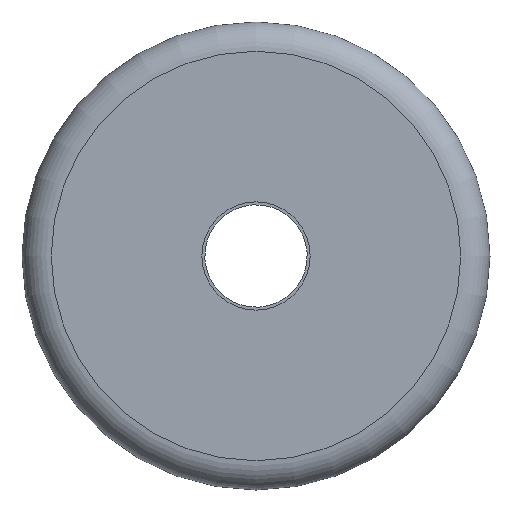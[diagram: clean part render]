
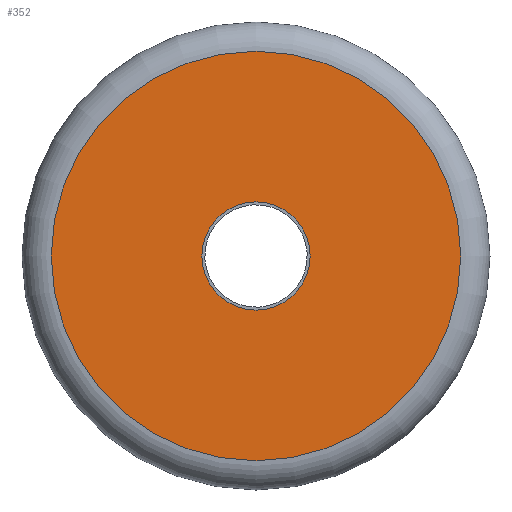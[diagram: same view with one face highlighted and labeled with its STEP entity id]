
A CAD part, front view. The second image highlights one B-rep face of the part: STEP entity #352.
In plain terms, the highlighted planar face has unit normal (0, -1, 0).
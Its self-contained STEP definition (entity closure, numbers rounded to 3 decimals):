
#43=FACE_BOUND('',#103,.T.);
#49=PLANE('',#479);
#83=FACE_OUTER_BOUND('',#102,.T.);
#102=EDGE_LOOP('',(#286,#287));
#103=EDGE_LOOP('',(#288,#289));
#119=CIRCLE('',#456,7.);
#120=CIRCLE('',#457,7.);
#134=CIRCLE('',#477,1.85);
#135=CIRCLE('',#478,1.85);
#160=VERTEX_POINT('',#661);
#161=VERTEX_POINT('',#663);
#173=VERTEX_POINT('',#698);
#174=VERTEX_POINT('',#700);
#198=EDGE_CURVE('',#160,#161,#119,.T.);
#199=EDGE_CURVE('',#161,#160,#120,.T.);
#216=EDGE_CURVE('',#174,#173,#134,.T.);
#217=EDGE_CURVE('',#173,#174,#135,.T.);
#286=ORIENTED_EDGE('',*,*,#199,.F.);
#287=ORIENTED_EDGE('',*,*,#198,.F.);
#288=ORIENTED_EDGE('',*,*,#216,.T.);
#289=ORIENTED_EDGE('',*,*,#217,.T.);
#352=ADVANCED_FACE('',(#83,#43),#49,.T.);
#456=AXIS2_PLACEMENT_3D('',#664,#527,#528);
#457=AXIS2_PLACEMENT_3D('',#665,#529,#530);
#477=AXIS2_PLACEMENT_3D('',#701,#572,#573);
#478=AXIS2_PLACEMENT_3D('',#702,#574,#575);
#479=AXIS2_PLACEMENT_3D('',#703,#576,#577);
#527=DIRECTION('center_axis',(0.,1.,0.));
#528=DIRECTION('ref_axis',(1.,0.,0.));
#529=DIRECTION('center_axis',(0.,1.,0.));
#530=DIRECTION('ref_axis',(1.,0.,0.));
#572=DIRECTION('center_axis',(0.,1.,0.));
#573=DIRECTION('ref_axis',(1.,0.,0.));
#574=DIRECTION('center_axis',(0.,1.,0.));
#575=DIRECTION('ref_axis',(1.,0.,0.));
#576=DIRECTION('center_axis',(0.,-1.,0.));
#577=DIRECTION('ref_axis',(0.,0.,-1.));
#661=CARTESIAN_POINT('',(0.,0.,-7.));
#663=CARTESIAN_POINT('',(-7.,0.,0.));
#664=CARTESIAN_POINT('Origin',(0.,0.,0.));
#665=CARTESIAN_POINT('Origin',(0.,0.,0.));
#698=CARTESIAN_POINT('',(1.85,0.,0.));
#700=CARTESIAN_POINT('',(-1.85,0.,0.));
#701=CARTESIAN_POINT('Origin',(0.,0.,0.));
#702=CARTESIAN_POINT('Origin',(0.,0.,0.));
#703=CARTESIAN_POINT('Origin',(-7.,0.,0.));
